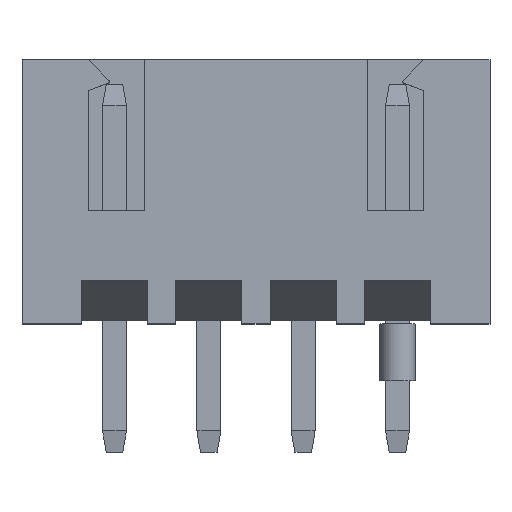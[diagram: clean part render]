
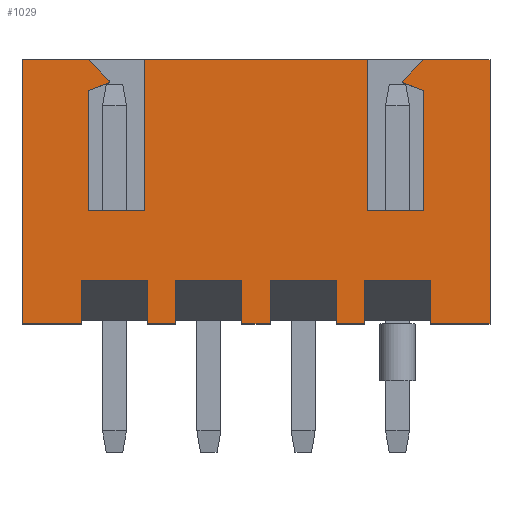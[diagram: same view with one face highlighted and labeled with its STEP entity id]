
A CAD part, top view. The second image highlights one B-rep face of the part: STEP entity #1029.
In plain terms, the highlighted planar face has unit normal (0, 0, 1).
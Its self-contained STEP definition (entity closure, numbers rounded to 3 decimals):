
#278=CARTESIAN_POINT('',(-6.2,7.,2.875));
#279=VERTEX_POINT('',#278);
#286=CARTESIAN_POINT('',(-4.45,7.,2.875));
#287=VERTEX_POINT('',#286);
#288=CARTESIAN_POINT('',(-6.2,7.,2.875));
#289=DIRECTION('',(1.,0.,-0.));
#290=VECTOR('',#289,1.75);
#291=LINE('',#288,#290);
#292=EDGE_CURVE('',#279,#287,#291,.T.);
#748=CARTESIAN_POINT('',(-6.2,7.,2.875));
#749=DIRECTION('',(0.,0.,-1.));
#750=DIRECTION('',(-1.,0.,0.));
#751=AXIS2_PLACEMENT_3D('',#748,#749,#750);
#752=PLANE('',#751);
#753=CARTESIAN_POINT('',(-2.95,7.,2.875));
#754=VERTEX_POINT('',#753);
#755=CARTESIAN_POINT('',(-2.95,3.,2.875));
#756=VERTEX_POINT('',#755);
#757=CARTESIAN_POINT('',(-2.95,7.,2.875));
#758=DIRECTION('',(-0.,-1.,0.));
#759=VECTOR('',#758,4.);
#760=LINE('',#757,#759);
#761=EDGE_CURVE('',#754,#756,#760,.T.);
#762=ORIENTED_EDGE('',*,*,#761,.T.);
#763=CARTESIAN_POINT('',(-4.45,3.,2.875));
#764=VERTEX_POINT('',#763);
#765=CARTESIAN_POINT('',(-2.95,3.,2.875));
#766=DIRECTION('',(-1.,0.,0.));
#767=VECTOR('',#766,1.5);
#768=LINE('',#765,#767);
#769=EDGE_CURVE('',#756,#764,#768,.T.);
#770=ORIENTED_EDGE('',*,*,#769,.T.);
#771=CARTESIAN_POINT('',(-4.45,6.182,2.875));
#772=VERTEX_POINT('',#771);
#773=CARTESIAN_POINT('',(-4.45,3.,2.875));
#774=DIRECTION('',(0.,1.,0.));
#775=VECTOR('',#774,3.182);
#776=LINE('',#773,#775);
#777=EDGE_CURVE('',#764,#772,#776,.T.);
#778=ORIENTED_EDGE('',*,*,#777,.T.);
#779=CARTESIAN_POINT('',(-3.924,6.373,2.875));
#780=VERTEX_POINT('',#779);
#781=CARTESIAN_POINT('',(-4.45,6.182,2.875));
#782=DIRECTION('',(0.94,0.342,0.));
#783=VECTOR('',#782,0.56);
#784=LINE('',#781,#783);
#785=EDGE_CURVE('',#772,#780,#784,.T.);
#786=ORIENTED_EDGE('',*,*,#785,.T.);
#787=CARTESIAN_POINT('',(-3.891,6.42,2.875));
#788=VERTEX_POINT('',#787);
#789=CARTESIAN_POINT('',(-3.941,6.42,2.875));
#790=DIRECTION('',(0.,0.,1.));
#791=DIRECTION('',(-1.,0.,0.));
#792=AXIS2_PLACEMENT_3D('',#789,#790,#791);
#793=CIRCLE('',#792,0.05);
#794=EDGE_CURVE('',#780,#788,#793,.T.);
#795=ORIENTED_EDGE('',*,*,#794,.T.);
#796=CARTESIAN_POINT('',(-3.905,6.455,2.875));
#797=VERTEX_POINT('',#796);
#798=CARTESIAN_POINT('',(-3.941,6.42,2.875));
#799=DIRECTION('',(0.,0.,1.));
#800=DIRECTION('',(-1.,0.,0.));
#801=AXIS2_PLACEMENT_3D('',#798,#799,#800);
#802=CIRCLE('',#801,0.05);
#803=EDGE_CURVE('',#788,#797,#802,.T.);
#804=ORIENTED_EDGE('',*,*,#803,.T.);
#805=CARTESIAN_POINT('',(-3.905,6.455,2.875));
#806=DIRECTION('',(-0.707,0.707,0.));
#807=VECTOR('',#806,0.77);
#808=LINE('',#805,#807);
#809=EDGE_CURVE('',#797,#287,#808,.T.);
#810=ORIENTED_EDGE('',*,*,#809,.T.);
#811=ORIENTED_EDGE('',*,*,#292,.F.);
#812=CARTESIAN_POINT('',(-6.2,0.,2.875));
#813=VERTEX_POINT('',#812);
#814=CARTESIAN_POINT('',(-6.2,7.,2.875));
#815=DIRECTION('',(0.,-1.,0.));
#816=VECTOR('',#815,7.);
#817=LINE('',#814,#816);
#818=EDGE_CURVE('',#279,#813,#817,.T.);
#819=ORIENTED_EDGE('',*,*,#818,.T.);
#820=CARTESIAN_POINT('',(-4.625,0.,2.875));
#821=VERTEX_POINT('',#820);
#822=CARTESIAN_POINT('',(-6.2,0.,2.875));
#823=DIRECTION('',(1.,0.,-0.));
#824=VECTOR('',#823,1.575);
#825=LINE('',#822,#824);
#826=EDGE_CURVE('',#813,#821,#825,.T.);
#827=ORIENTED_EDGE('',*,*,#826,.T.);
#828=CARTESIAN_POINT('',(-4.625,1.15,2.875));
#829=VERTEX_POINT('',#828);
#830=CARTESIAN_POINT('',(-4.625,1.15,2.875));
#831=DIRECTION('',(0.,-1.,-0.));
#832=VECTOR('',#831,1.15);
#833=LINE('',#830,#832);
#834=EDGE_CURVE('',#829,#821,#833,.T.);
#835=ORIENTED_EDGE('',*,*,#834,.F.);
#836=CARTESIAN_POINT('',(-2.875,1.15,2.875));
#837=VERTEX_POINT('',#836);
#838=CARTESIAN_POINT('',(-4.625,1.15,2.875));
#839=DIRECTION('',(1.,0.,-0.));
#840=VECTOR('',#839,1.75);
#841=LINE('',#838,#840);
#842=EDGE_CURVE('',#829,#837,#841,.T.);
#843=ORIENTED_EDGE('',*,*,#842,.T.);
#844=CARTESIAN_POINT('',(-2.875,0.,2.875));
#845=VERTEX_POINT('',#844);
#846=CARTESIAN_POINT('',(-2.875,1.15,2.875));
#847=DIRECTION('',(0.,-1.,-0.));
#848=VECTOR('',#847,1.15);
#849=LINE('',#846,#848);
#850=EDGE_CURVE('',#837,#845,#849,.T.);
#851=ORIENTED_EDGE('',*,*,#850,.T.);
#852=CARTESIAN_POINT('',(-2.125,0.,2.875));
#853=VERTEX_POINT('',#852);
#854=CARTESIAN_POINT('',(-2.875,0.,2.875));
#855=DIRECTION('',(1.,0.,-0.));
#856=VECTOR('',#855,0.75);
#857=LINE('',#854,#856);
#858=EDGE_CURVE('',#845,#853,#857,.T.);
#859=ORIENTED_EDGE('',*,*,#858,.T.);
#860=CARTESIAN_POINT('',(-2.125,1.15,2.875));
#861=VERTEX_POINT('',#860);
#862=CARTESIAN_POINT('',(-2.125,1.15,2.875));
#863=DIRECTION('',(0.,-1.,-0.));
#864=VECTOR('',#863,1.15);
#865=LINE('',#862,#864);
#866=EDGE_CURVE('',#861,#853,#865,.T.);
#867=ORIENTED_EDGE('',*,*,#866,.F.);
#868=CARTESIAN_POINT('',(-0.375,1.15,2.875));
#869=VERTEX_POINT('',#868);
#870=CARTESIAN_POINT('',(-2.125,1.15,2.875));
#871=DIRECTION('',(1.,0.,-0.));
#872=VECTOR('',#871,1.75);
#873=LINE('',#870,#872);
#874=EDGE_CURVE('',#861,#869,#873,.T.);
#875=ORIENTED_EDGE('',*,*,#874,.T.);
#876=CARTESIAN_POINT('',(-0.375,0.,2.875));
#877=VERTEX_POINT('',#876);
#878=CARTESIAN_POINT('',(-0.375,1.15,2.875));
#879=DIRECTION('',(0.,-1.,-0.));
#880=VECTOR('',#879,1.15);
#881=LINE('',#878,#880);
#882=EDGE_CURVE('',#869,#877,#881,.T.);
#883=ORIENTED_EDGE('',*,*,#882,.T.);
#884=CARTESIAN_POINT('',(0.375,0.,2.875));
#885=VERTEX_POINT('',#884);
#886=CARTESIAN_POINT('',(-0.375,0.,2.875));
#887=DIRECTION('',(1.,0.,-0.));
#888=VECTOR('',#887,0.75);
#889=LINE('',#886,#888);
#890=EDGE_CURVE('',#877,#885,#889,.T.);
#891=ORIENTED_EDGE('',*,*,#890,.T.);
#892=CARTESIAN_POINT('',(0.375,1.15,2.875));
#893=VERTEX_POINT('',#892);
#894=CARTESIAN_POINT('',(0.375,1.15,2.875));
#895=DIRECTION('',(0.,-1.,-0.));
#896=VECTOR('',#895,1.15);
#897=LINE('',#894,#896);
#898=EDGE_CURVE('',#893,#885,#897,.T.);
#899=ORIENTED_EDGE('',*,*,#898,.F.);
#900=CARTESIAN_POINT('',(2.125,1.15,2.875));
#901=VERTEX_POINT('',#900);
#902=CARTESIAN_POINT('',(0.375,1.15,2.875));
#903=DIRECTION('',(1.,0.,-0.));
#904=VECTOR('',#903,1.75);
#905=LINE('',#902,#904);
#906=EDGE_CURVE('',#893,#901,#905,.T.);
#907=ORIENTED_EDGE('',*,*,#906,.T.);
#908=CARTESIAN_POINT('',(2.125,0.,2.875));
#909=VERTEX_POINT('',#908);
#910=CARTESIAN_POINT('',(2.125,1.15,2.875));
#911=DIRECTION('',(0.,-1.,-0.));
#912=VECTOR('',#911,1.15);
#913=LINE('',#910,#912);
#914=EDGE_CURVE('',#901,#909,#913,.T.);
#915=ORIENTED_EDGE('',*,*,#914,.T.);
#916=CARTESIAN_POINT('',(2.875,0.,2.875));
#917=VERTEX_POINT('',#916);
#918=CARTESIAN_POINT('',(2.125,0.,2.875));
#919=DIRECTION('',(1.,0.,-0.));
#920=VECTOR('',#919,0.75);
#921=LINE('',#918,#920);
#922=EDGE_CURVE('',#909,#917,#921,.T.);
#923=ORIENTED_EDGE('',*,*,#922,.T.);
#924=CARTESIAN_POINT('',(2.875,1.15,2.875));
#925=VERTEX_POINT('',#924);
#926=CARTESIAN_POINT('',(2.875,1.15,2.875));
#927=DIRECTION('',(0.,-1.,-0.));
#928=VECTOR('',#927,1.15);
#929=LINE('',#926,#928);
#930=EDGE_CURVE('',#925,#917,#929,.T.);
#931=ORIENTED_EDGE('',*,*,#930,.F.);
#932=CARTESIAN_POINT('',(4.625,1.15,2.875));
#933=VERTEX_POINT('',#932);
#934=CARTESIAN_POINT('',(2.875,1.15,2.875));
#935=DIRECTION('',(1.,0.,-0.));
#936=VECTOR('',#935,1.75);
#937=LINE('',#934,#936);
#938=EDGE_CURVE('',#925,#933,#937,.T.);
#939=ORIENTED_EDGE('',*,*,#938,.T.);
#940=CARTESIAN_POINT('',(4.625,0.,2.875));
#941=VERTEX_POINT('',#940);
#942=CARTESIAN_POINT('',(4.625,1.15,2.875));
#943=DIRECTION('',(0.,-1.,-0.));
#944=VECTOR('',#943,1.15);
#945=LINE('',#942,#944);
#946=EDGE_CURVE('',#933,#941,#945,.T.);
#947=ORIENTED_EDGE('',*,*,#946,.T.);
#948=CARTESIAN_POINT('',(6.2,0.,2.875));
#949=VERTEX_POINT('',#948);
#950=CARTESIAN_POINT('',(4.625,0.,2.875));
#951=DIRECTION('',(1.,0.,-0.));
#952=VECTOR('',#951,1.575);
#953=LINE('',#950,#952);
#954=EDGE_CURVE('',#941,#949,#953,.T.);
#955=ORIENTED_EDGE('',*,*,#954,.T.);
#956=CARTESIAN_POINT('',(6.2,7.,2.875));
#957=VERTEX_POINT('',#956);
#958=CARTESIAN_POINT('',(6.2,7.,2.875));
#959=DIRECTION('',(0.,-1.,0.));
#960=VECTOR('',#959,7.);
#961=LINE('',#958,#960);
#962=EDGE_CURVE('',#957,#949,#961,.T.);
#963=ORIENTED_EDGE('',*,*,#962,.F.);
#964=CARTESIAN_POINT('',(4.45,7.,2.875));
#965=VERTEX_POINT('',#964);
#966=CARTESIAN_POINT('',(4.45,7.,2.875));
#967=DIRECTION('',(1.,0.,-0.));
#968=VECTOR('',#967,1.75);
#969=LINE('',#966,#968);
#970=EDGE_CURVE('',#965,#957,#969,.T.);
#971=ORIENTED_EDGE('',*,*,#970,.F.);
#972=CARTESIAN_POINT('',(3.905,6.455,2.875));
#973=VERTEX_POINT('',#972);
#974=CARTESIAN_POINT('',(3.905,6.455,2.875));
#975=DIRECTION('',(0.707,0.707,0.));
#976=VECTOR('',#975,0.77);
#977=LINE('',#974,#976);
#978=EDGE_CURVE('',#973,#965,#977,.T.);
#979=ORIENTED_EDGE('',*,*,#978,.F.);
#980=CARTESIAN_POINT('',(3.924,6.373,2.875));
#981=VERTEX_POINT('',#980);
#982=CARTESIAN_POINT('',(3.941,6.42,2.875));
#983=DIRECTION('',(0.,0.,-1.));
#984=DIRECTION('',(1.,0.,0.));
#985=AXIS2_PLACEMENT_3D('',#982,#983,#984);
#986=CIRCLE('',#985,0.05);
#987=EDGE_CURVE('',#981,#973,#986,.T.);
#988=ORIENTED_EDGE('',*,*,#987,.F.);
#989=CARTESIAN_POINT('',(4.45,6.182,2.875));
#990=VERTEX_POINT('',#989);
#991=CARTESIAN_POINT('',(4.45,6.182,2.875));
#992=DIRECTION('',(-0.94,0.342,0.));
#993=VECTOR('',#992,0.56);
#994=LINE('',#991,#993);
#995=EDGE_CURVE('',#990,#981,#994,.T.);
#996=ORIENTED_EDGE('',*,*,#995,.F.);
#997=CARTESIAN_POINT('',(4.45,3.,2.875));
#998=VERTEX_POINT('',#997);
#999=CARTESIAN_POINT('',(4.45,3.,2.875));
#1000=DIRECTION('',(-0.,1.,0.));
#1001=VECTOR('',#1000,3.182);
#1002=LINE('',#999,#1001);
#1003=EDGE_CURVE('',#998,#990,#1002,.T.);
#1004=ORIENTED_EDGE('',*,*,#1003,.F.);
#1005=CARTESIAN_POINT('',(2.95,3.,2.875));
#1006=VERTEX_POINT('',#1005);
#1007=CARTESIAN_POINT('',(2.95,3.,2.875));
#1008=DIRECTION('',(1.,0.,-0.));
#1009=VECTOR('',#1008,1.5);
#1010=LINE('',#1007,#1009);
#1011=EDGE_CURVE('',#1006,#998,#1010,.T.);
#1012=ORIENTED_EDGE('',*,*,#1011,.F.);
#1013=CARTESIAN_POINT('',(2.95,7.,2.875));
#1014=VERTEX_POINT('',#1013);
#1015=CARTESIAN_POINT('',(2.95,7.,2.875));
#1016=DIRECTION('',(0.,-1.,0.));
#1017=VECTOR('',#1016,4.);
#1018=LINE('',#1015,#1017);
#1019=EDGE_CURVE('',#1014,#1006,#1018,.T.);
#1020=ORIENTED_EDGE('',*,*,#1019,.F.);
#1021=CARTESIAN_POINT('',(-2.95,7.,2.875));
#1022=DIRECTION('',(1.,0.,-0.));
#1023=VECTOR('',#1022,5.9);
#1024=LINE('',#1021,#1023);
#1025=EDGE_CURVE('',#754,#1014,#1024,.T.);
#1026=ORIENTED_EDGE('',*,*,#1025,.F.);
#1027=EDGE_LOOP('',(#762,#770,#778,#786,#795,#804,#810,#811,#819,#827,#835,#843,#851,#859,#867,#875,#883,#891,#899,#907,#915,#923,#931,#939,#947,#955,
#963,#971,#979,#988,#996,#1004,#1012,#1020,#1026));
#1028=FACE_BOUND('',#1027,.T.);
#1029=ADVANCED_FACE('',(#1028),#752,.F.);
